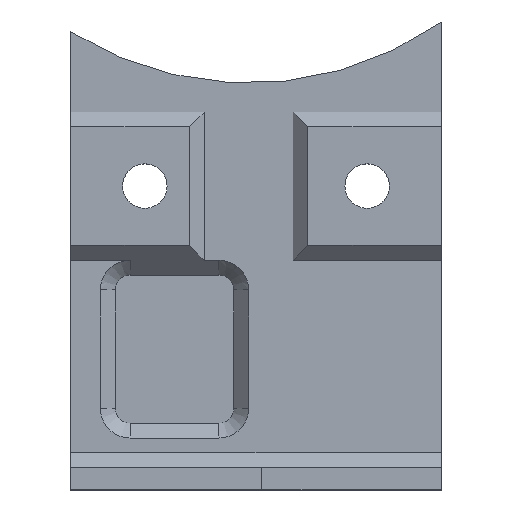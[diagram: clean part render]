
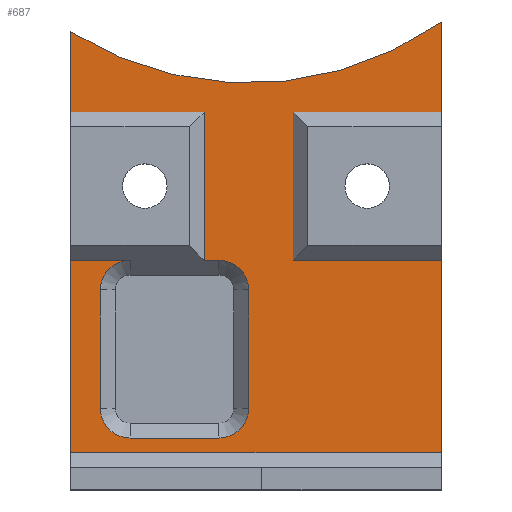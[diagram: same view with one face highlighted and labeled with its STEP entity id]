
A CAD part, top view. The second image highlights one B-rep face of the part: STEP entity #687.
In plain terms, the highlighted planar face has unit normal (0, 0, 1).
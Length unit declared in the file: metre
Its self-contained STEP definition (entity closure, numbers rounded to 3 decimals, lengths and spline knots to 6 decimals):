
#26=LINE('',#1019,#105);
#32=LINE('',#1031,#111);
#39=LINE('',#1045,#118);
#40=LINE('',#1048,#119);
#41=LINE('',#1052,#120);
#42=LINE('',#1056,#121);
#43=LINE('',#1060,#122);
#44=LINE('',#1064,#123);
#45=LINE('',#1066,#124);
#46=LINE('',#1068,#125);
#47=LINE('',#1069,#126);
#48=LINE('',#1071,#127);
#49=LINE('',#1073,#128);
#50=LINE('',#1076,#129);
#51=LINE('',#1078,#130);
#105=VECTOR('',#819,1.);
#111=VECTOR('',#825,1.);
#118=VECTOR('',#836,1.);
#119=VECTOR('',#837,1.);
#120=VECTOR('',#840,1.);
#121=VECTOR('',#843,1.);
#122=VECTOR('',#846,1.);
#123=VECTOR('',#849,1.);
#124=VECTOR('',#850,1.);
#125=VECTOR('',#851,1.);
#126=VECTOR('',#852,1.);
#127=VECTOR('',#853,1.);
#128=VECTOR('',#854,1.);
#129=VECTOR('',#857,1.);
#130=VECTOR('',#858,1.);
#177=PLANE('',#743);
#233=ORIENTED_EDGE('',*,*,#425,.T.);
#234=ORIENTED_EDGE('',*,*,#426,.T.);
#235=ORIENTED_EDGE('',*,*,#427,.F.);
#236=ORIENTED_EDGE('',*,*,#428,.T.);
#237=ORIENTED_EDGE('',*,*,#429,.F.);
#238=ORIENTED_EDGE('',*,*,#430,.F.);
#239=ORIENTED_EDGE('',*,*,#431,.F.);
#240=ORIENTED_EDGE('',*,*,#432,.F.);
#241=ORIENTED_EDGE('',*,*,#433,.F.);
#242=ORIENTED_EDGE('',*,*,#434,.T.);
#243=ORIENTED_EDGE('',*,*,#435,.T.);
#244=ORIENTED_EDGE('',*,*,#436,.T.);
#245=ORIENTED_EDGE('',*,*,#418,.F.);
#246=ORIENTED_EDGE('',*,*,#437,.T.);
#247=ORIENTED_EDGE('',*,*,#438,.T.);
#248=ORIENTED_EDGE('',*,*,#439,.T.);
#249=ORIENTED_EDGE('',*,*,#412,.F.);
#250=ORIENTED_EDGE('',*,*,#440,.T.);
#251=ORIENTED_EDGE('',*,*,#441,.T.);
#252=ORIENTED_EDGE('',*,*,#442,.T.);
#412=EDGE_CURVE('',#508,#509,#26,.T.);
#418=EDGE_CURVE('',#514,#515,#32,.T.);
#425=EDGE_CURVE('',#520,#521,#39,.T.);
#426=EDGE_CURVE('',#521,#522,#40,.T.);
#427=EDGE_CURVE('',#523,#522,#565,.T.);
#428=EDGE_CURVE('',#523,#524,#41,.T.);
#429=EDGE_CURVE('',#525,#524,#566,.T.);
#430=EDGE_CURVE('',#526,#525,#42,.T.);
#431=EDGE_CURVE('',#527,#526,#567,.T.);
#432=EDGE_CURVE('',#528,#527,#43,.T.);
#433=EDGE_CURVE('',#529,#528,#568,.T.);
#434=EDGE_CURVE('',#529,#530,#44,.T.);
#435=EDGE_CURVE('',#530,#531,#45,.T.);
#436=EDGE_CURVE('',#531,#515,#46,.T.);
#437=EDGE_CURVE('',#514,#532,#47,.T.);
#438=EDGE_CURVE('',#532,#533,#48,.T.);
#439=EDGE_CURVE('',#533,#509,#49,.T.);
#440=EDGE_CURVE('',#508,#534,#569,.T.);
#441=EDGE_CURVE('',#534,#535,#50,.T.);
#442=EDGE_CURVE('',#535,#520,#51,.T.);
#508=VERTEX_POINT('',#1018);
#509=VERTEX_POINT('',#1020);
#514=VERTEX_POINT('',#1030);
#515=VERTEX_POINT('',#1032);
#520=VERTEX_POINT('',#1046);
#521=VERTEX_POINT('',#1047);
#522=VERTEX_POINT('',#1049);
#523=VERTEX_POINT('',#1051);
#524=VERTEX_POINT('',#1053);
#525=VERTEX_POINT('',#1055);
#526=VERTEX_POINT('',#1057);
#527=VERTEX_POINT('',#1059);
#528=VERTEX_POINT('',#1061);
#529=VERTEX_POINT('',#1063);
#530=VERTEX_POINT('',#1065);
#531=VERTEX_POINT('',#1067);
#532=VERTEX_POINT('',#1070);
#533=VERTEX_POINT('',#1072);
#534=VERTEX_POINT('',#1075);
#535=VERTEX_POINT('',#1077);
#565=CIRCLE('',#744,0.002);
#566=CIRCLE('',#745,0.002);
#567=CIRCLE('',#746,0.002);
#568=CIRCLE('',#747,0.002);
#569=CIRCLE('',#748,0.02255);
#586=EDGE_LOOP('',(#233,#234,#235,#236,#237,#238,#239,#240,#241,#242,#243,
#244,#245,#246,#247,#248,#249,#250,#251,#252));
#635=FACE_BOUND('',#586,.T.);
#687=ADVANCED_FACE('',(#635),#177,.F.);
#743=AXIS2_PLACEMENT_3D('',#1044,#834,#835);
#744=AXIS2_PLACEMENT_3D('',#1050,#838,#839);
#745=AXIS2_PLACEMENT_3D('',#1054,#841,#842);
#746=AXIS2_PLACEMENT_3D('',#1058,#844,#845);
#747=AXIS2_PLACEMENT_3D('',#1062,#847,#848);
#748=AXIS2_PLACEMENT_3D('',#1074,#855,#856);
#819=DIRECTION('',(0.,-1.,0.));
#825=DIRECTION('',(0.,-1.,0.));
#834=DIRECTION('',(0.,0.,-1.));
#835=DIRECTION('',(1.,0.,0.));
#836=DIRECTION('',(0.,-1.,0.));
#837=DIRECTION('',(1.,0.,0.));
#838=DIRECTION('',(0.,0.,1.));
#839=DIRECTION('',(1.,0.,0.));
#840=DIRECTION('',(0.,-1.,0.));
#841=DIRECTION('',(0.,0.,1.));
#842=DIRECTION('',(1.,0.,0.));
#843=DIRECTION('',(1.,0.,0.));
#844=DIRECTION('',(0.,0.,1.));
#845=DIRECTION('',(1.,0.,0.));
#846=DIRECTION('',(0.,-1.,0.));
#847=DIRECTION('',(0.,0.,1.));
#848=DIRECTION('',(1.,0.,0.));
#849=DIRECTION('',(-1.,0.,0.));
#850=DIRECTION('',(0.,-1.,0.));
#851=DIRECTION('',(1.,0.,0.));
#852=DIRECTION('',(-1.,0.,0.));
#853=DIRECTION('',(0.,1.,0.));
#854=DIRECTION('',(1.,0.,0.));
#855=DIRECTION('',(0.,0.,-1.));
#856=DIRECTION('',(-1.,0.,0.));
#857=DIRECTION('',(0.,-1.,0.));
#858=DIRECTION('',(1.,0.,0.));
#1018=CARTESIAN_POINT('',(0.013,-0.018426,0.002));
#1019=CARTESIAN_POINT('',(0.013,-0.03,0.002));
#1020=CARTESIAN_POINT('',(0.013,-0.0245,0.002));
#1030=CARTESIAN_POINT('',(0.013,-0.0345,0.002));
#1031=CARTESIAN_POINT('',(0.013,-0.03,0.002));
#1032=CARTESIAN_POINT('',(0.013,-0.0475,0.002));
#1044=CARTESIAN_POINT('',(0.,-0.0075,0.002));
#1045=CARTESIAN_POINT('',(-0.003,-0.0075,0.002));
#1046=CARTESIAN_POINT('',(-0.003,-0.0245,0.002));
#1047=CARTESIAN_POINT('',(-0.003,-0.0345,0.002));
#1048=CARTESIAN_POINT('',(-0.005,-0.0345,0.002));
#1049=CARTESIAN_POINT('',(-0.002,-0.0345,0.002));
#1050=CARTESIAN_POINT('',(-0.002,-0.0365,0.002));
#1051=CARTESIAN_POINT('',(0.,-0.0365,0.002));
#1052=CARTESIAN_POINT('',(0.,-0.0405,0.002));
#1053=CARTESIAN_POINT('',(0.,-0.0445,0.002));
#1054=CARTESIAN_POINT('',(-0.002,-0.0445,0.002));
#1055=CARTESIAN_POINT('',(-0.002,-0.0465,0.002));
#1056=CARTESIAN_POINT('',(-0.005,-0.0465,0.002));
#1057=CARTESIAN_POINT('',(-0.008,-0.0465,0.002));
#1058=CARTESIAN_POINT('',(-0.008,-0.0445,0.002));
#1059=CARTESIAN_POINT('',(-0.01,-0.0445,0.002));
#1060=CARTESIAN_POINT('',(-0.01,-0.0405,0.002));
#1061=CARTESIAN_POINT('',(-0.01,-0.0365,0.002));
#1062=CARTESIAN_POINT('',(-0.008,-0.0365,0.002));
#1063=CARTESIAN_POINT('',(-0.008,-0.0345,0.002));
#1064=CARTESIAN_POINT('',(-0.012,-0.0345,0.002));
#1065=CARTESIAN_POINT('',(-0.012,-0.0345,0.002));
#1066=CARTESIAN_POINT('',(-0.012,-0.03,0.002));
#1067=CARTESIAN_POINT('',(-0.012,-0.0475,0.002));
#1068=CARTESIAN_POINT('',(0.013,-0.0475,0.002));
#1069=CARTESIAN_POINT('',(0.004,-0.0345,0.002));
#1070=CARTESIAN_POINT('',(0.003,-0.0345,0.002));
#1071=CARTESIAN_POINT('',(0.003,-0.0075,0.002));
#1072=CARTESIAN_POINT('',(0.003,-0.0245,0.002));
#1073=CARTESIAN_POINT('',(0.,-0.0245,0.002));
#1074=CARTESIAN_POINT('',(0.,0.,0.002));
#1075=CARTESIAN_POINT('',(-0.012,-0.019092,0.002));
#1076=CARTESIAN_POINT('',(-0.012,-0.03,0.002));
#1077=CARTESIAN_POINT('',(-0.012,-0.0245,0.002));
#1078=CARTESIAN_POINT('',(0.,-0.0245,0.002));
